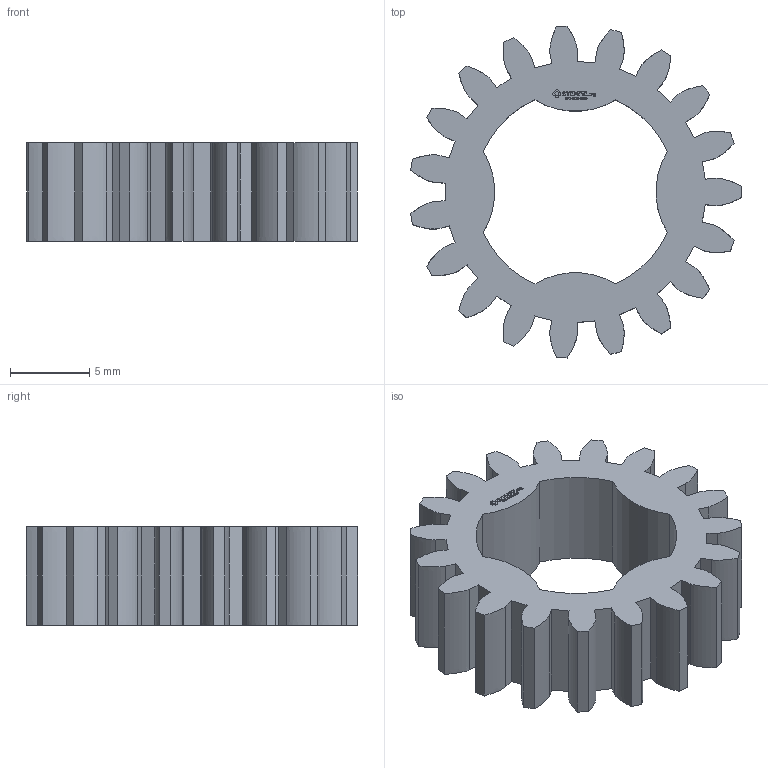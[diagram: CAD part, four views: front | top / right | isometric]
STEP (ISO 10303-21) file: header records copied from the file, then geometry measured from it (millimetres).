
FILE_DESCRIPTION(('FreeCAD Model'),'2;1');
FILE_NAME('Open CASCADE Shape Model','2024-03-09T17:44:41',(''),(''), 'Open CASCADE STEP processor 7.6','FreeCAD','Unknown');
FILE_SCHEMA(('AUTOMOTIVE_DESIGN { 1 0 10303 214 1 1 1 1 }'));
Length unit declared in the file: millimetre
Products named in the file (1): Gear Wheel PLN TTH19 BU00.50 SFT-SHD - SPN-GWH-0054 (stemfie.org)
Bounding box: 20.9 x 20.97 x 6.25 mm (x, y, z)
Volume: 1039.8 mm3; surface area: 1367.8 mm2
Topology: 1 solids, 1 shells, 582 faces, 1647 edges, 1098 vertices
Faces by surface type: plane 326, extrusion 248, cylinder 8
Entity records: 47727 total; most frequent: CARTESIAN_POINT 12352, DIRECTION 4883, VECTOR 4165, LINE 3917, ORIENTED_EDGE 3294, PCURVE 3294, DEFINITIONAL_REPRESENTATION 3294, EDGE_CURVE 1647
